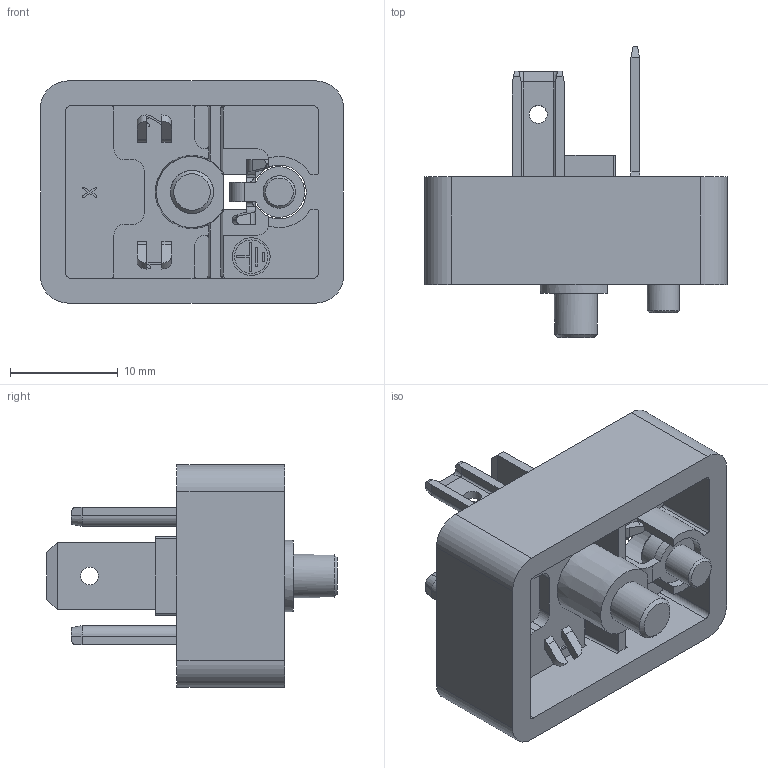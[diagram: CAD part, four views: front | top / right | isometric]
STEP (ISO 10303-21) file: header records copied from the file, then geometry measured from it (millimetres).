
FILE_DESCRIPTION(/* description */ (''),/* implementation_level */ '2;1');
FILE_NAME(/* name */ '43-1801-xxx-03_bg.stp',/* time_stamp */ '2008-08-25T15:58:10+02:00',/* author */ (''),/* organization */ (''),/* preprocessor_version */ 'ST-DEVELOPER v11',/* originating_system */ 'UGS - NX 5.0',/* authorisation */ '');
FILE_SCHEMA (('CONFIG_CONTROL_DESIGN'));
Length unit declared in the file: millimetre
Products named in the file (1): kborF9395qpd
Bounding box: 28.1 x 27 x 20.6 mm (x, y, z)
Volume: 3620.3 mm3; surface area: 4122.7 mm2
Topology: 1 solids, 1 shells, 749 faces, 2029 edges, 1342 vertices
Faces by surface type: plane 448, extrusion 149, cylinder 122, cone 23, bspline 7
Full cylindrical faces by diameter (mm): 1.65 x3, 2.5 x1, 3 x1, 3.1 x3, 3.5 x3, 4 x2, 5.5 x1
Entity records: 25300 total; most frequent: CARTESIAN_POINT 7216, ORIENTED_EDGE 4000, DIRECTION 3106, EDGE_CURVE 2000, VECTOR 1342, VERTEX_POINT 1335, LINE 1193, AXIS2_PLACEMENT_3D 882
